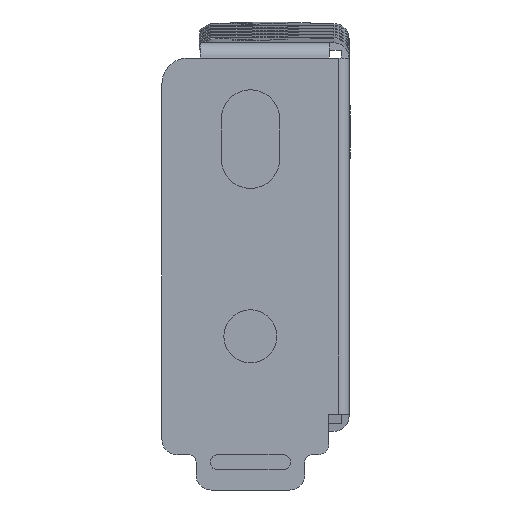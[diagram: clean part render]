
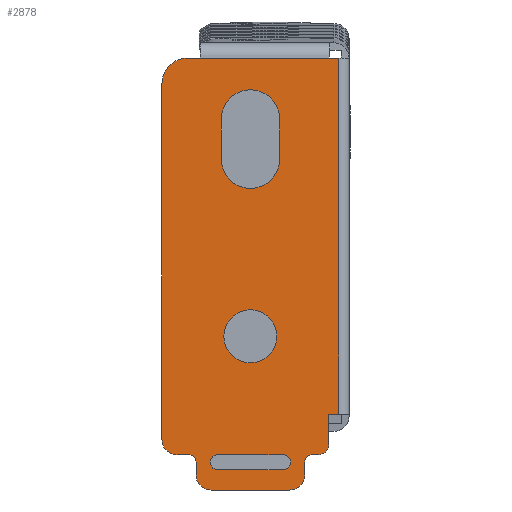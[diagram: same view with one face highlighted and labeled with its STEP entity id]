
A CAD part, front view. The second image highlights one B-rep face of the part: STEP entity #2878.
In plain terms, the highlighted planar face has unit normal (0, -1, 0).
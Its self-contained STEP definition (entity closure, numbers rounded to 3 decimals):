
#165=FACE_OUTER_BOUND('',#307,.T.);
#307=EDGE_LOOP('',(#2451,#2452,#2453,#2454,#2455,#2456,#2457,#2458,#2459,
#2460,#2461,#2462,#2463,#2464,#2465,#2466,#2467));
#392=CIRCLE('',#3111,3.);
#393=CIRCLE('',#3112,1.5);
#394=CIRCLE('',#3113,3.);
#395=CIRCLE('',#3114,3.);
#396=CIRCLE('',#3115,1.5);
#397=CIRCLE('',#3116,2.);
#398=CIRCLE('',#3117,5.);
#590=LINE('',#4378,#936);
#701=LINE('',#4640,#1047);
#718=LINE('',#4690,#1064);
#721=LINE('',#4694,#1067);
#722=LINE('',#4698,#1068);
#723=LINE('',#4702,#1069);
#724=LINE('',#4706,#1070);
#725=LINE('',#4710,#1071);
#726=LINE('',#4714,#1072);
#727=LINE('',#4718,#1073);
#936=VECTOR('',#3459,1.);
#1047=VECTOR('',#3724,1.);
#1064=VECTOR('',#3767,1.);
#1067=VECTOR('',#3772,1.);
#1068=VECTOR('',#3775,1.);
#1069=VECTOR('',#3778,1.);
#1070=VECTOR('',#3781,1.);
#1071=VECTOR('',#3784,1.);
#1072=VECTOR('',#3787,1.);
#1073=VECTOR('',#3790,1.);
#1287=VERTEX_POINT('',#4376);
#1288=VERTEX_POINT('',#4377);
#1344=VERTEX_POINT('',#4638);
#1363=VERTEX_POINT('',#4688);
#1364=VERTEX_POINT('',#4689);
#1365=VERTEX_POINT('',#4696);
#1366=VERTEX_POINT('',#4697);
#1367=VERTEX_POINT('',#4699);
#1368=VERTEX_POINT('',#4701);
#1369=VERTEX_POINT('',#4703);
#1370=VERTEX_POINT('',#4705);
#1371=VERTEX_POINT('',#4707);
#1372=VERTEX_POINT('',#4709);
#1373=VERTEX_POINT('',#4711);
#1374=VERTEX_POINT('',#4713);
#1375=VERTEX_POINT('',#4715);
#1376=VERTEX_POINT('',#4717);
#1619=EDGE_CURVE('',#1287,#1288,#590,.F.);
#1748=EDGE_CURVE('',#1344,#1287,#701,.T.);
#1773=EDGE_CURVE('',#1363,#1364,#718,.T.);
#1776=EDGE_CURVE('',#1288,#1364,#721,.T.);
#1777=EDGE_CURVE('',#1365,#1366,#722,.T.);
#1778=EDGE_CURVE('',#1367,#1365,#392,.T.);
#1779=EDGE_CURVE('',#1368,#1367,#723,.F.);
#1780=EDGE_CURVE('',#1369,#1368,#393,.F.);
#1781=EDGE_CURVE('',#1370,#1369,#724,.F.);
#1782=EDGE_CURVE('',#1371,#1370,#394,.T.);
#1783=EDGE_CURVE('',#1372,#1371,#725,.F.);
#1784=EDGE_CURVE('',#1373,#1372,#395,.T.);
#1785=EDGE_CURVE('',#1374,#1373,#726,.T.);
#1786=EDGE_CURVE('',#1375,#1374,#396,.F.);
#1787=EDGE_CURVE('',#1376,#1375,#727,.T.);
#1788=EDGE_CURVE('',#1376,#1363,#397,.F.);
#1789=EDGE_CURVE('',#1344,#1366,#398,.F.);
#2451=ORIENTED_EDGE('',*,*,#1777,.F.);
#2452=ORIENTED_EDGE('',*,*,#1778,.F.);
#2453=ORIENTED_EDGE('',*,*,#1779,.F.);
#2454=ORIENTED_EDGE('',*,*,#1780,.F.);
#2455=ORIENTED_EDGE('',*,*,#1781,.F.);
#2456=ORIENTED_EDGE('',*,*,#1782,.F.);
#2457=ORIENTED_EDGE('',*,*,#1783,.F.);
#2458=ORIENTED_EDGE('',*,*,#1784,.F.);
#2459=ORIENTED_EDGE('',*,*,#1785,.F.);
#2460=ORIENTED_EDGE('',*,*,#1786,.F.);
#2461=ORIENTED_EDGE('',*,*,#1787,.F.);
#2462=ORIENTED_EDGE('',*,*,#1788,.T.);
#2463=ORIENTED_EDGE('',*,*,#1773,.T.);
#2464=ORIENTED_EDGE('',*,*,#1776,.F.);
#2465=ORIENTED_EDGE('',*,*,#1619,.F.);
#2466=ORIENTED_EDGE('',*,*,#1748,.F.);
#2467=ORIENTED_EDGE('',*,*,#1789,.T.);
#2749=PLANE('',#3110);
#2878=ADVANCED_FACE('',(#165),#2749,.F.);
#3110=AXIS2_PLACEMENT_3D('',#4695,#3773,#3774);
#3111=AXIS2_PLACEMENT_3D('',#4700,#3776,#3777);
#3112=AXIS2_PLACEMENT_3D('',#4704,#3779,#3780);
#3113=AXIS2_PLACEMENT_3D('',#4708,#3782,#3783);
#3114=AXIS2_PLACEMENT_3D('',#4712,#3785,#3786);
#3115=AXIS2_PLACEMENT_3D('',#4716,#3788,#3789);
#3116=AXIS2_PLACEMENT_3D('',#4719,#3791,#3792);
#3117=AXIS2_PLACEMENT_3D('',#4720,#3793,#3794);
#3459=DIRECTION('',(0.,0.,1.));
#3724=DIRECTION('',(1.,0.,0.));
#3767=DIRECTION('',(0.,0.,1.));
#3772=DIRECTION('',(-1.,0.,0.));
#3773=DIRECTION('center_axis',(0.,1.,0.));
#3774=DIRECTION('ref_axis',(-1.,0.,0.));
#3775=DIRECTION('',(0.,0.,1.));
#3776=DIRECTION('center_axis',(0.,1.,0.));
#3777=DIRECTION('ref_axis',(0.,0.,-1.));
#3778=DIRECTION('',(1.,0.,0.));
#3779=DIRECTION('center_axis',(0.,1.,0.));
#3780=DIRECTION('ref_axis',(0.,0.,-1.));
#3781=DIRECTION('',(0.,0.,-1.));
#3782=DIRECTION('center_axis',(0.,1.,0.));
#3783=DIRECTION('ref_axis',(0.,0.,-1.));
#3784=DIRECTION('',(1.,0.,0.));
#3785=DIRECTION('center_axis',(0.,1.,0.));
#3786=DIRECTION('ref_axis',(0.,0.,-1.));
#3787=DIRECTION('',(0.,0.,-1.));
#3788=DIRECTION('center_axis',(0.,1.,0.));
#3789=DIRECTION('ref_axis',(0.,0.,-1.));
#3790=DIRECTION('',(-1.,0.,0.));
#3791=DIRECTION('center_axis',(0.,1.,0.));
#3792=DIRECTION('ref_axis',(0.,0.,-1.));
#3793=DIRECTION('center_axis',(0.,1.,0.));
#3794=DIRECTION('ref_axis',(0.,0.,-1.));
#4376=CARTESIAN_POINT('',(20.096,49.907,-4.365));
#4377=CARTESIAN_POINT('',(20.096,49.907,-74.765));
#4378=CARTESIAN_POINT('',(20.096,49.907,-39.565));
#4638=CARTESIAN_POINT('',(-9.904,49.907,-4.365));
#4640=CARTESIAN_POINT('',(5.096,49.907,-4.365));
#4688=CARTESIAN_POINT('',(18.096,49.907,-80.765));
#4689=CARTESIAN_POINT('',(18.096,49.907,-74.765));
#4690=CARTESIAN_POINT('',(18.096,49.907,-78.765));
#4694=CARTESIAN_POINT('',(21.096,49.907,-74.765));
#4695=CARTESIAN_POINT('Origin',(22.096,49.907,0.));
#4696=CARTESIAN_POINT('',(-14.904,49.907,-79.765));
#4697=CARTESIAN_POINT('',(-14.904,49.907,-9.365));
#4698=CARTESIAN_POINT('',(-14.904,49.907,-44.565));
#4699=CARTESIAN_POINT('',(-11.904,49.907,-82.765));
#4700=CARTESIAN_POINT('Origin',(-11.904,49.907,-79.765));
#4701=CARTESIAN_POINT('',(-9.654,49.907,-82.765));
#4702=CARTESIAN_POINT('',(-10.779,49.907,-82.765));
#4703=CARTESIAN_POINT('',(-8.154,49.907,-84.265));
#4704=CARTESIAN_POINT('Origin',(-9.654,49.907,-84.265));
#4705=CARTESIAN_POINT('',(-8.154,49.907,-86.765));
#4706=CARTESIAN_POINT('',(-8.154,49.907,-85.515));
#4707=CARTESIAN_POINT('',(-5.154,49.907,-89.765));
#4708=CARTESIAN_POINT('Origin',(-5.154,49.907,-86.765));
#4709=CARTESIAN_POINT('',(10.346,49.907,-89.765));
#4710=CARTESIAN_POINT('',(2.596,49.907,-89.765));
#4711=CARTESIAN_POINT('',(13.346,49.907,-86.765));
#4712=CARTESIAN_POINT('Origin',(10.346,49.907,-86.765));
#4713=CARTESIAN_POINT('',(13.346,49.907,-84.265));
#4714=CARTESIAN_POINT('',(13.346,49.907,-85.515));
#4715=CARTESIAN_POINT('',(14.846,49.907,-82.765));
#4716=CARTESIAN_POINT('Origin',(14.846,49.907,-84.265));
#4717=CARTESIAN_POINT('',(16.096,49.907,-82.765));
#4718=CARTESIAN_POINT('',(15.471,49.907,-82.765));
#4719=CARTESIAN_POINT('Origin',(16.096,49.907,-80.765));
#4720=CARTESIAN_POINT('Origin',(-9.904,49.907,-9.365));
